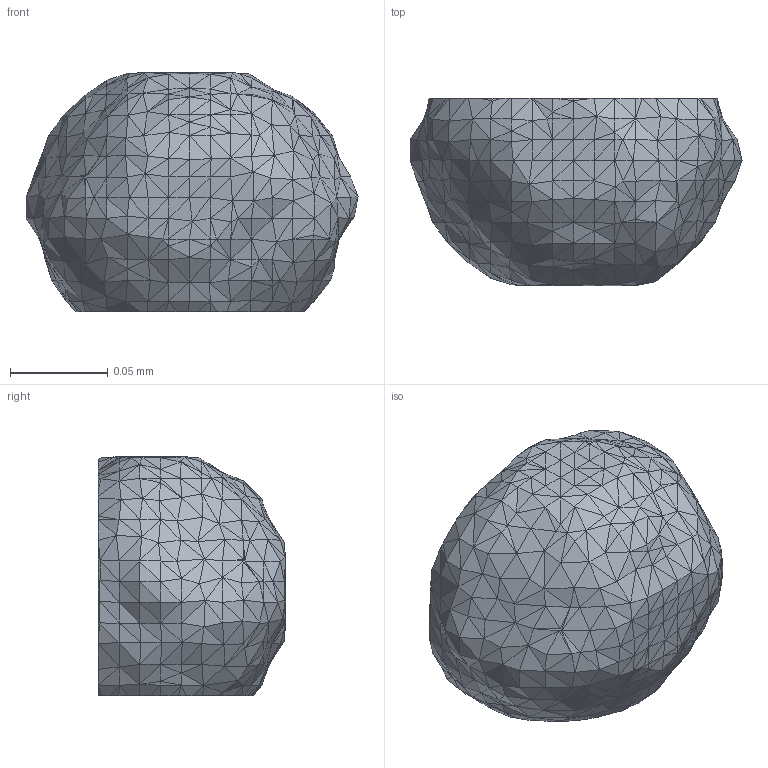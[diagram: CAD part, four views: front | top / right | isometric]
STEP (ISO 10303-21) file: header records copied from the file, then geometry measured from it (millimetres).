
FILE_DESCRIPTION(('FreeCAD Model'),'2;1');
FILE_NAME('Particle19.step','2020-11-10T02:01:39',( 'FreeCAD'),('FreeCAD'),'Open CASCADE STEP processor 7.4','FreeCAD', 'Unknown');
FILE_SCHEMA(('AUTOMOTIVE_DESIGN { 1 0 10303 214 1 1 1 1 }'));
Length unit declared in the file: millimetre
Products named in the file (1): Open CASCADE STEP translator 7.4 22
Bounding box: 0.17 x 0.1 x 0.12 mm (x, y, z)
Volume: 0 mm3; surface area: 0.1 mm2
Topology: 1 solids, 1 shells, 728 faces, 1151 edges, 425 vertices
Faces by surface type: plane 728
Entity records: 28491 total; most frequent: CARTESIAN_POINT 5828, DIRECTION 3690, ORIENTED_EDGE 2302, PCURVE 2302, DEFINITIONAL_REPRESENTATION 2302, LINE 2232, VECTOR 2232, B_SPLINE_CURVE_WITH_KNOTS 1221
